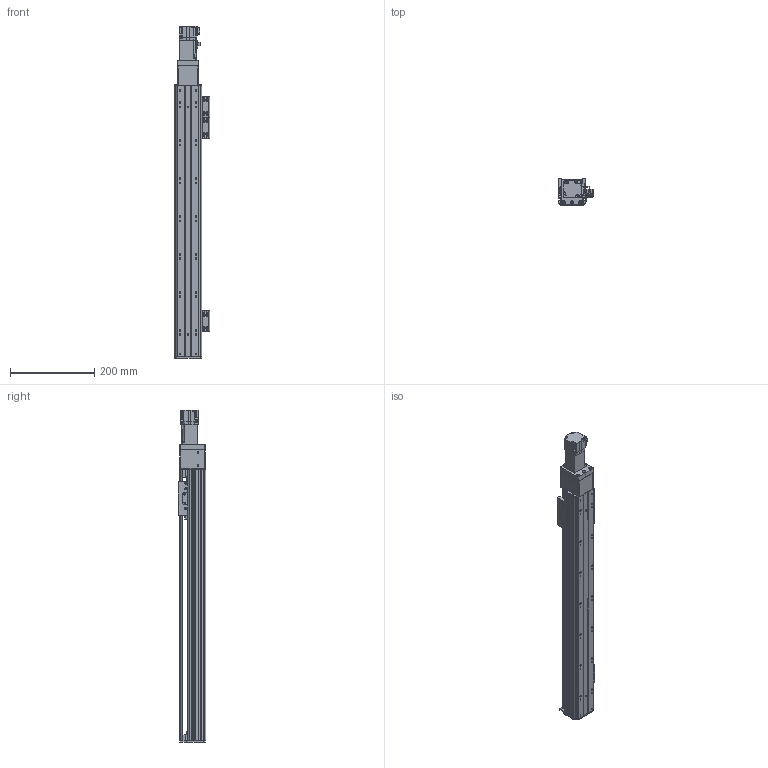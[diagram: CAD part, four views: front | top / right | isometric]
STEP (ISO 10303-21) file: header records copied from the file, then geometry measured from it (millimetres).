
FILE_DESCRIPTION(/* description */ ('MANUFACTURE'),/* implementation_level */ '2;1');
FILE_NAME(/* name */ 'HR65-S10-N-0500-R10.stp',/* time_stamp */ '2025-01-17T15:17:28+09:00',/* author */ ('user'),/* organization */ (''),/* preprocessor_version */ 'ST-DEVELOPER v18.1',/* originating_system */ 'Autodesk Inventor 2022',/* authorisation */ 'LIP');
FILE_SCHEMA (('CONFIG_CONTROL_DESIGN'));
Length unit declared in the file: millimetre
Products named in the file (18): HG65-S10-N-0500-R10 - 간소화; HR65 S BASE; HR65,75 SENSOR DOG; HR65 REAR COVER; HR65 FRONT BLOCK; HR65 FRONT BLOCK_1; SDWA-26C; HR65 UPCOVER (S); HC1STOPPER; HR65 REAR COVER_1; COUPLING COVER; hg-kr13_; ESF1210 NUT; HR65 TABLE(Wide&Normal); SENSOR BRK(EE-SX674A); EE_SX674A; HG65 MOTOR BRK-BA; HG65 MOTOR BRK-MO
Assembly tree (24 placements, depth 2):
  HG65-S10-N-0500-R10 - 간소화
    HR65 S BASE
    HR65,75 SENSOR DOG
    SENSOR BRK(EE-SX674A)  x3
    EE_SX674A  x3
    HR65 REAR COVER
    HR65 FRONT BLOCK
    HR65 FRONT BLOCK_1
    HC1STOPPER  x4
    SDWA-26C
    HR65 UPCOVER (S)
    HR65 REAR COVER_1
    COUPLING COVER
    hg-kr13_
    ESF1210 NUT
    HR65 TABLE(Wide&Normal)
    HG65 MOTOR BRK-BA
    HG65 MOTOR BRK-MO
Bounding box: 84 x 65 x 788.4 mm (x, y, z)
Volume: 1015050.7 mm3; surface area: 481348.5 mm2
Topology: 24 solids, 32 shells, 1790 faces, 4596 edges, 2978 vertices
Faces by surface type: plane 854, cylinder 658, cone 201, torus 68, bspline 9
Full cylindrical faces by diameter (mm): 2 x8, 2.05 x6, 2.459 x38, 2.5 x12, 2.6 x24, 2.7 x2, 3 x16, 3.242 x45, 3.3 x4, 3.4 x12, 3.5 x14, 4 x23, 4.134 x1, 4.5 x69, 4.917 x5, 5 x12, 5.15 x10, 5.5 x2, 5.6 x2, 5.9 x4, 6 x16, 6.5 x4, 8 x18, 9 x4, 10 x2, 12 x1, 12.2 x2, 12.5 x1, 16 x1, 17 x1
Entity records: 52532 total; most frequent: CARTESIAN_POINT 10561, DIRECTION 8859, ORIENTED_EDGE 8178, EDGE_CURVE 4089, AXIS2_PLACEMENT_3D 3298, VERTEX_POINT 2688, LINE 2263, VECTOR 2263
